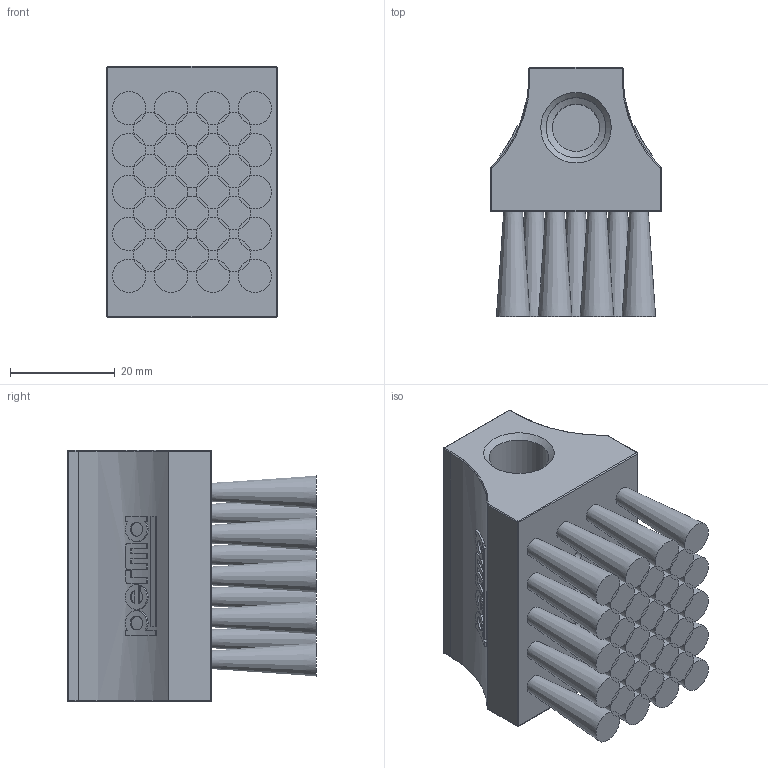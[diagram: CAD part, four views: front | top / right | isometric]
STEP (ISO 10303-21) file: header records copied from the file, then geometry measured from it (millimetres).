
FILE_DESCRIPTION((''),'2;1');
FILE_NAME('Buerste_40x30 G1_4_seitlich_A26001447.stp','2009-10-29T11:57:33',('FE3450PK'),(''),'Autodesk Inventor 2010','Autodesk Inventor 2010','');
FILE_SCHEMA(('AUTOMOTIVE_DESIGN { 1 0 10303 214 1 1 1 1 }'));
Length unit declared in the file: millimetre
Products named in the file (3): anbue04c; Grundkörper_40x30_seitliches_Gewinde_neu; Borste_20mm
Assembly tree (33 placements, depth 2):
  anbue04c
    Grundkörper_40x30_seitliches_Gewinde_neu
    Borste_20mm  x32
Bounding box: 32.5 x 47.5 x 48 mm (x, y, z)
Volume: 42898.6 mm3; surface area: 23273.8 mm2
Topology: 33 solids, 33 shells, 349 faces, 629 edges, 392 vertices
Faces by surface type: plane 178, cylinder 123, cone 33, sphere 8, torus 4, bspline 3
Full cylindrical faces by diameter (mm): 2 x3, 2.644 x4, 3.6 x64
Entity records: 6908 total; most frequent: CARTESIAN_POINT 1922, DIRECTION 1074, ORIENTED_EDGE 840, AXIS2_PLACEMENT_3D 440, EDGE_CURVE 420, EDGE_LOOP 324, VERTEX_POINT 298, FACE_OUTER_BOUND 225
